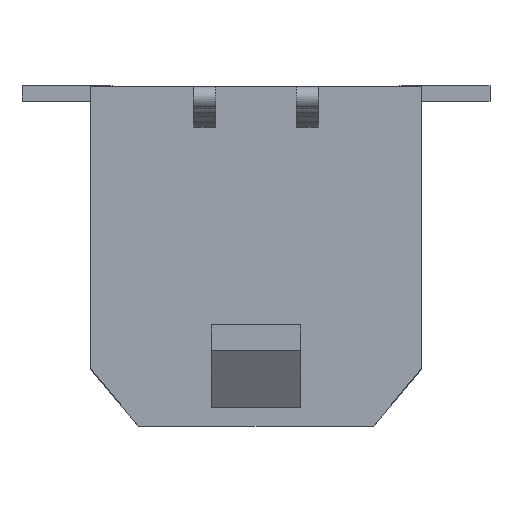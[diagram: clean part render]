
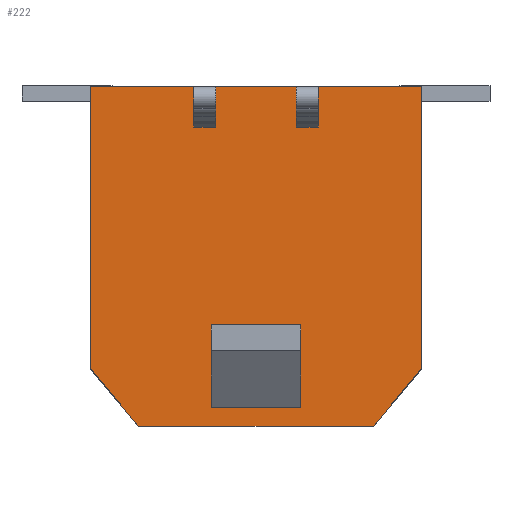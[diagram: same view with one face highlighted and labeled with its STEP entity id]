
A CAD part, top view. The second image highlights one B-rep face of the part: STEP entity #222.
In plain terms, the highlighted planar face has unit normal (0, 0, 1).
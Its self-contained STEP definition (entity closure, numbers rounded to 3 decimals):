
#222=ADVANCED_FACE('',(#453,#454,#455,#456),#347,.T.);
#347=PLANE('',#2312);
#453=FACE_BOUND('',#471,.T.);
#454=FACE_BOUND('',#472,.T.);
#455=FACE_BOUND('',#473,.T.);
#456=FACE_BOUND('',#474,.T.);
#471=EDGE_LOOP('',(#642,#643,#644,#645,#646,#647));
#472=EDGE_LOOP('',(#648,#649,#650,#651));
#473=EDGE_LOOP('',(#652,#653,#654,#655));
#474=EDGE_LOOP('',(#656,#657,#658,#659));
#642=ORIENTED_EDGE('',*,*,#1482,.F.);
#643=ORIENTED_EDGE('',*,*,#1483,.F.);
#644=ORIENTED_EDGE('',*,*,#1484,.T.);
#645=ORIENTED_EDGE('',*,*,#1485,.T.);
#646=ORIENTED_EDGE('',*,*,#1486,.F.);
#647=ORIENTED_EDGE('',*,*,#1487,.F.);
#648=ORIENTED_EDGE('',*,*,#1488,.T.);
#649=ORIENTED_EDGE('',*,*,#1489,.T.);
#650=ORIENTED_EDGE('',*,*,#1490,.F.);
#651=ORIENTED_EDGE('',*,*,#1491,.F.);
#652=ORIENTED_EDGE('',*,*,#1492,.T.);
#653=ORIENTED_EDGE('',*,*,#1493,.T.);
#654=ORIENTED_EDGE('',*,*,#1494,.T.);
#655=ORIENTED_EDGE('',*,*,#1495,.F.);
#656=ORIENTED_EDGE('',*,*,#1496,.T.);
#657=ORIENTED_EDGE('',*,*,#1497,.T.);
#658=ORIENTED_EDGE('',*,*,#1498,.T.);
#659=ORIENTED_EDGE('',*,*,#1499,.F.);
#1274=VERTEX_POINT('',#3175);
#1275=VERTEX_POINT('',#3176);
#1276=VERTEX_POINT('',#3178);
#1277=VERTEX_POINT('',#3180);
#1278=VERTEX_POINT('',#3182);
#1279=VERTEX_POINT('',#3184);
#1280=VERTEX_POINT('',#3187);
#1281=VERTEX_POINT('',#3188);
#1282=VERTEX_POINT('',#3190);
#1283=VERTEX_POINT('',#3192);
#1284=VERTEX_POINT('',#3195);
#1285=VERTEX_POINT('',#3196);
#1286=VERTEX_POINT('',#3198);
#1287=VERTEX_POINT('',#3200);
#1288=VERTEX_POINT('',#3203);
#1289=VERTEX_POINT('',#3204);
#1290=VERTEX_POINT('',#3206);
#1291=VERTEX_POINT('',#3208);
#1482=EDGE_CURVE('',#1274,#1275,#1800,.T.);
#1483=EDGE_CURVE('',#1276,#1274,#1801,.T.);
#1484=EDGE_CURVE('',#1276,#1277,#1802,.T.);
#1485=EDGE_CURVE('',#1277,#1278,#1803,.T.);
#1486=EDGE_CURVE('',#1279,#1278,#1804,.T.);
#1487=EDGE_CURVE('',#1275,#1279,#1805,.T.);
#1488=EDGE_CURVE('',#1280,#1281,#1806,.T.);
#1489=EDGE_CURVE('',#1281,#1282,#1807,.T.);
#1490=EDGE_CURVE('',#1283,#1282,#1808,.T.);
#1491=EDGE_CURVE('',#1280,#1283,#1809,.T.);
#1492=EDGE_CURVE('',#1284,#1285,#1810,.T.);
#1493=EDGE_CURVE('',#1285,#1286,#1811,.T.);
#1494=EDGE_CURVE('',#1286,#1287,#1812,.T.);
#1495=EDGE_CURVE('',#1284,#1287,#1813,.T.);
#1496=EDGE_CURVE('',#1288,#1289,#1814,.T.);
#1497=EDGE_CURVE('',#1289,#1290,#1815,.T.);
#1498=EDGE_CURVE('',#1290,#1291,#1816,.T.);
#1499=EDGE_CURVE('',#1288,#1291,#1817,.T.);
#1800=LINE('',#3174,#2074);
#1801=LINE('',#3177,#2075);
#1802=LINE('',#3179,#2076);
#1803=LINE('',#3181,#2077);
#1804=LINE('',#3183,#2078);
#1805=LINE('',#3185,#2079);
#1806=LINE('',#3186,#2080);
#1807=LINE('',#3189,#2081);
#1808=LINE('',#3191,#2082);
#1809=LINE('',#3193,#2083);
#1810=LINE('',#3194,#2084);
#1811=LINE('',#3197,#2085);
#1812=LINE('',#3199,#2086);
#1813=LINE('',#3201,#2087);
#1814=LINE('',#3202,#2088);
#1815=LINE('',#3205,#2089);
#1816=LINE('',#3207,#2090);
#1817=LINE('',#3209,#2091);
#2074=VECTOR('',#2526,1.);
#2075=VECTOR('',#2527,1.);
#2076=VECTOR('',#2528,1.);
#2077=VECTOR('',#2529,1.);
#2078=VECTOR('',#2530,1.);
#2079=VECTOR('',#2531,1.);
#2080=VECTOR('',#2532,1.);
#2081=VECTOR('',#2533,1.);
#2082=VECTOR('',#2534,1.);
#2083=VECTOR('',#2535,1.);
#2084=VECTOR('',#2536,1.);
#2085=VECTOR('',#2537,1.);
#2086=VECTOR('',#2538,1.);
#2087=VECTOR('',#2539,1.);
#2088=VECTOR('',#2540,1.);
#2089=VECTOR('',#2541,1.);
#2090=VECTOR('',#2542,1.);
#2091=VECTOR('',#2543,1.);
#2312=AXIS2_PLACEMENT_3D('',#3210,#2544,#2545);
#2526=DIRECTION('',(-0.643,-0.766,0.));
#2527=DIRECTION('',(0.,-1.,0.));
#2528=DIRECTION('',(-1.,0.,0.));
#2529=DIRECTION('',(0.,-1.,0.));
#2530=DIRECTION('',(-0.643,0.766,0.));
#2531=DIRECTION('',(-1.,0.,0.));
#2532=DIRECTION('',(-1.,0.,0.));
#2533=DIRECTION('',(0.,1.,0.));
#2534=DIRECTION('',(-1.,0.,0.));
#2535=DIRECTION('',(0.,1.,0.));
#2536=DIRECTION('',(1.,0.,0.));
#2537=DIRECTION('',(0.,-1.,0.));
#2538=DIRECTION('',(-1.,0.,0.));
#2539=DIRECTION('',(0.,-1.,0.));
#2540=DIRECTION('',(1.,0.,0.));
#2541=DIRECTION('',(0.,-1.,0.));
#2542=DIRECTION('',(-1.,0.,0.));
#2543=DIRECTION('',(0.,-1.,0.));
#2544=DIRECTION('',(0.,0.,1.));
#2545=DIRECTION('',(1.,0.,0.));
#3174=CARTESIAN_POINT('',(4.825,1.668,3.86));
#3175=CARTESIAN_POINT('',(4.825,1.668,3.86));
#3176=CARTESIAN_POINT('',(3.425,0.,3.86));
#3177=CARTESIAN_POINT('',(4.825,9.9,3.86));
#3178=CARTESIAN_POINT('',(4.825,9.9,3.86));
#3179=CARTESIAN_POINT('',(4.825,9.9,3.86));
#3180=CARTESIAN_POINT('',(-4.825,9.9,3.86));
#3181=CARTESIAN_POINT('',(-4.825,9.9,3.86));
#3182=CARTESIAN_POINT('',(-4.825,1.668,3.86));
#3183=CARTESIAN_POINT('',(-3.425,0.,3.86));
#3184=CARTESIAN_POINT('',(-3.425,0.,3.86));
#3185=CARTESIAN_POINT('',(4.825,0.,3.86));
#3186=CARTESIAN_POINT('',(1.3,0.54,3.86));
#3187=CARTESIAN_POINT('',(1.3,0.54,3.86));
#3188=CARTESIAN_POINT('',(-1.3,0.54,3.86));
#3189=CARTESIAN_POINT('',(-1.3,0.54,3.86));
#3190=CARTESIAN_POINT('',(-1.3,2.95,3.86));
#3191=CARTESIAN_POINT('',(1.3,2.95,3.86));
#3192=CARTESIAN_POINT('',(1.3,2.95,3.86));
#3193=CARTESIAN_POINT('',(1.3,0.54,3.86));
#3194=CARTESIAN_POINT('',(1.82,9.537,3.86));
#3195=CARTESIAN_POINT('',(1.18,9.537,3.86));
#3196=CARTESIAN_POINT('',(1.82,9.537,3.86));
#3197=CARTESIAN_POINT('',(1.82,9.9,3.86));
#3198=CARTESIAN_POINT('',(1.82,8.723,3.86));
#3199=CARTESIAN_POINT('',(1.82,8.723,3.86));
#3200=CARTESIAN_POINT('',(1.18,8.723,3.86));
#3201=CARTESIAN_POINT('',(1.18,9.9,3.86));
#3202=CARTESIAN_POINT('',(-1.18,9.537,3.86));
#3203=CARTESIAN_POINT('',(-1.82,9.537,3.86));
#3204=CARTESIAN_POINT('',(-1.18,9.537,3.86));
#3205=CARTESIAN_POINT('',(-1.18,9.9,3.86));
#3206=CARTESIAN_POINT('',(-1.18,8.723,3.86));
#3207=CARTESIAN_POINT('',(-1.18,8.723,3.86));
#3208=CARTESIAN_POINT('',(-1.82,8.723,3.86));
#3209=CARTESIAN_POINT('',(-1.82,9.9,3.86));
#3210=CARTESIAN_POINT('',(4.825,9.9,3.86));
